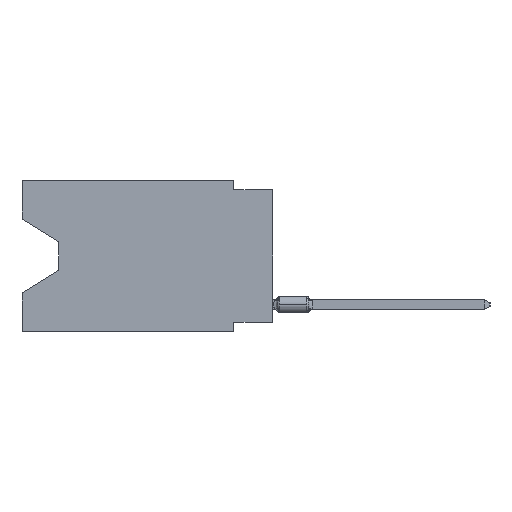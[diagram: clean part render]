
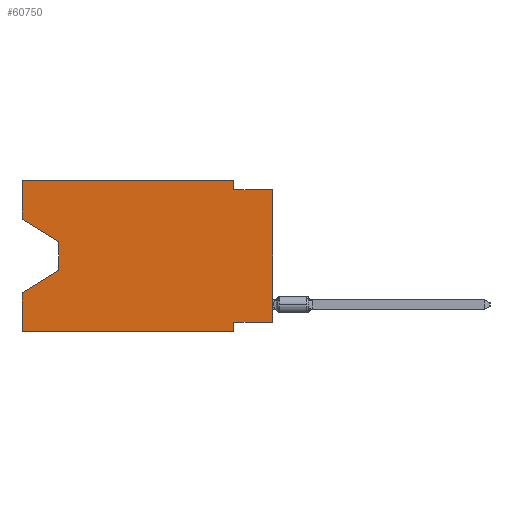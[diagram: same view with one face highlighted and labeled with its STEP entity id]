
A CAD part, left-side view. The second image highlights one B-rep face of the part: STEP entity #60750.
In plain terms, the highlighted planar face has unit normal (-1, 0, 0).
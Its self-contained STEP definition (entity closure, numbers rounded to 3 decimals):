
#71 = DIRECTION ( 'NONE',  ( 0., 0., 1. ) ) ;
#1261 = CARTESIAN_POINT ( 'NONE',  ( 0., 16.383, 0. ) ) ;
#1519 = DIRECTION ( 'NONE',  ( 0., 0.855, -0.519 ) ) ;
#2247 = VERTEX_POINT ( 'NONE', #65045 ) ;
#3167 = ORIENTED_EDGE ( 'NONE', *, *, #35987, .F. ) ;
#3278 = LINE ( 'NONE', #71572, #44612 ) ;
#3768 = VECTOR ( 'NONE', #56234, 1000. ) ;
#4314 = VERTEX_POINT ( 'NONE', #44617 ) ;
#5628 = LINE ( 'NONE', #78791, #7321 ) ;
#5976 = DIRECTION ( 'NONE',  ( 0., 0., -1. ) ) ;
#6933 = CARTESIAN_POINT ( 'NONE',  ( 0., 16.383, -2.546 ) ) ;
#7321 = VECTOR ( 'NONE', #18147, 1000. ) ;
#7902 = ORIENTED_EDGE ( 'NONE', *, *, #18279, .F. ) ;
#9374 = ORIENTED_EDGE ( 'NONE', *, *, #77149, .F. ) ;
#11338 = LINE ( 'NONE', #35981, #52138 ) ;
#11911 = EDGE_CURVE ( 'NONE', #4314, #30431, #37335, .T. ) ;
#12415 = CARTESIAN_POINT ( 'NONE',  ( 0., 16.383, 0. ) ) ;
#13491 = VERTEX_POINT ( 'NONE', #27532 ) ;
#13895 = CARTESIAN_POINT ( 'NONE',  ( 0., 16.383, -9.906 ) ) ;
#15728 = CARTESIAN_POINT ( 'NONE',  ( 0., 0., -0.635 ) ) ;
#17786 = ORIENTED_EDGE ( 'NONE', *, *, #64101, .T. ) ;
#18147 = DIRECTION ( 'NONE',  ( 0., 0., 1. ) ) ;
#18279 = EDGE_CURVE ( 'NONE', #13491, #46989, #3278, .T. ) ;
#19691 = FACE_OUTER_BOUND ( 'NONE', #37910, .T. ) ;
#22571 = LINE ( 'NONE', #71896, #43563 ) ;
#23218 = VECTOR ( 'NONE', #1519, 1000. ) ;
#23835 = EDGE_CURVE ( 'NONE', #38716, #62172, #11338, .T. ) ;
#26160 = CARTESIAN_POINT ( 'NONE',  ( 0., 2.54, -9.906 ) ) ;
#26582 = AXIS2_PLACEMENT_3D ( 'NONE', #56083, #32223, #62132 ) ;
#27432 = DIRECTION ( 'NONE',  ( 0., -1., 0. ) ) ;
#27532 = CARTESIAN_POINT ( 'NONE',  ( 0., 0., -9.271 ) ) ;
#29178 = VECTOR ( 'NONE', #27432, 1000. ) ;
#29455 = LINE ( 'NONE', #54114, #23218 ) ;
#30037 = ORIENTED_EDGE ( 'NONE', *, *, #68194, .F. ) ;
#30431 = VERTEX_POINT ( 'NONE', #12415 ) ;
#31952 = EDGE_CURVE ( 'NONE', #4314, #2247, #62284, .T. ) ;
#32113 = VECTOR ( 'NONE', #71, 1000. ) ;
#32223 = DIRECTION ( 'NONE',  ( 1., 0., 0. ) ) ;
#32718 = EDGE_CURVE ( 'NONE', #41460, #62048, #63601, .T. ) ;
#33516 = LINE ( 'NONE', #15728, #29178 ) ;
#34292 = CARTESIAN_POINT ( 'NONE',  ( 0., 16.383, -7.36 ) ) ;
#34780 = DIRECTION ( 'NONE',  ( 0., 0., -1. ) ) ;
#35576 = LINE ( 'NONE', #65498, #50201 ) ;
#35981 = CARTESIAN_POINT ( 'NONE',  ( 0., 2.54, 0. ) ) ;
#35987 = EDGE_CURVE ( 'NONE', #46989, #62048, #35576, .T. ) ;
#36969 = ORIENTED_EDGE ( 'NONE', *, *, #52027, .T. ) ;
#37335 = LINE ( 'NONE', #73337, #45295 ) ;
#37463 = VERTEX_POINT ( 'NONE', #38460 ) ;
#37497 = PLANE ( 'NONE',  #26582 ) ;
#37910 = EDGE_LOOP ( 'NONE', ( #55255, #17786, #36969, #9374, #50871, #3167, #7902, #38910, #62180, #53346, #30037, #72621 ) ) ;
#38460 = CARTESIAN_POINT ( 'NONE',  ( 0., 0., -0.635 ) ) ;
#38716 = VERTEX_POINT ( 'NONE', #76062 ) ;
#38910 = ORIENTED_EDGE ( 'NONE', *, *, #74658, .T. ) ;
#41460 = VERTEX_POINT ( 'NONE', #71390 ) ;
#41778 = LINE ( 'NONE', #66440, #71304 ) ;
#42178 = CARTESIAN_POINT ( 'NONE',  ( 0., 2.54, -9.271 ) ) ;
#42215 = DIRECTION ( 'NONE',  ( 0., 0., 1. ) ) ;
#43563 = VECTOR ( 'NONE', #5976, 1000. ) ;
#44612 = VECTOR ( 'NONE', #47316, 1000. ) ;
#44617 = CARTESIAN_POINT ( 'NONE',  ( 0., 16.383, -2.546 ) ) ;
#45295 = VECTOR ( 'NONE', #42215, 1000. ) ;
#46989 = VERTEX_POINT ( 'NONE', #42178 ) ;
#47316 = DIRECTION ( 'NONE',  ( 0., 1., 0. ) ) ;
#50201 = VECTOR ( 'NONE', #34780, 1000. ) ;
#50268 = DIRECTION ( 'NONE',  ( 0., -1., 0. ) ) ;
#50871 = ORIENTED_EDGE ( 'NONE', *, *, #32718, .T. ) ;
#51615 = CARTESIAN_POINT ( 'NONE',  ( 0., 2.54, -0.635 ) ) ;
#52027 = EDGE_CURVE ( 'NONE', #55453, #62624, #29455, .T. ) ;
#52138 = VECTOR ( 'NONE', #67877, 1000. ) ;
#53346 = ORIENTED_EDGE ( 'NONE', *, *, #23835, .F. ) ;
#54114 = CARTESIAN_POINT ( 'NONE',  ( 0., 13.97, -5.893 ) ) ;
#55255 = ORIENTED_EDGE ( 'NONE', *, *, #31952, .T. ) ;
#55453 = VERTEX_POINT ( 'NONE', #74889 ) ;
#56083 = CARTESIAN_POINT ( 'NONE',  ( 0., 16.383, 0. ) ) ;
#56227 = LINE ( 'NONE', #1261, #32113 ) ;
#56234 = DIRECTION ( 'NONE',  ( 0., -0.855, -0.519 ) ) ;
#59247 = EDGE_CURVE ( 'NONE', #62172, #37463, #33516, .T. ) ;
#60366 = DIRECTION ( 'NONE',  ( 0., -1., 0. ) ) ;
#60620 = VECTOR ( 'NONE', #50268, 1000. ) ;
#60750 = ADVANCED_FACE ( 'NONE', ( #19691 ), #37497, .F. ) ;
#62048 = VERTEX_POINT ( 'NONE', #26160 ) ;
#62132 = DIRECTION ( 'NONE',  ( 0., 0., -1. ) ) ;
#62172 = VERTEX_POINT ( 'NONE', #51615 ) ;
#62180 = ORIENTED_EDGE ( 'NONE', *, *, #59247, .F. ) ;
#62284 = LINE ( 'NONE', #6933, #3768 ) ;
#62624 = VERTEX_POINT ( 'NONE', #34292 ) ;
#63601 = LINE ( 'NONE', #13895, #60620 ) ;
#64101 = EDGE_CURVE ( 'NONE', #2247, #55453, #22571, .T. ) ;
#65045 = CARTESIAN_POINT ( 'NONE',  ( 0., 13.97, -4.013 ) ) ;
#65498 = CARTESIAN_POINT ( 'NONE',  ( 0., 2.54, -9.906 ) ) ;
#66440 = CARTESIAN_POINT ( 'NONE',  ( 0., 16.383, 0. ) ) ;
#67877 = DIRECTION ( 'NONE',  ( 0., 0., -1. ) ) ;
#68194 = EDGE_CURVE ( 'NONE', #30431, #38716, #41778, .T. ) ;
#71304 = VECTOR ( 'NONE', #60366, 1000. ) ;
#71390 = CARTESIAN_POINT ( 'NONE',  ( 0., 16.383, -9.906 ) ) ;
#71572 = CARTESIAN_POINT ( 'NONE',  ( 0., 0., -9.271 ) ) ;
#71896 = CARTESIAN_POINT ( 'NONE',  ( 0., 13.97, -4.013 ) ) ;
#72621 = ORIENTED_EDGE ( 'NONE', *, *, #11911, .F. ) ;
#73337 = CARTESIAN_POINT ( 'NONE',  ( 0., 16.383, 0. ) ) ;
#74658 = EDGE_CURVE ( 'NONE', #13491, #37463, #5628, .T. ) ;
#74889 = CARTESIAN_POINT ( 'NONE',  ( 0., 13.97, -5.893 ) ) ;
#76062 = CARTESIAN_POINT ( 'NONE',  ( 0., 2.54, 0. ) ) ;
#77149 = EDGE_CURVE ( 'NONE', #41460, #62624, #56227, .T. ) ;
#78791 = CARTESIAN_POINT ( 'NONE',  ( 0., 0., 0. ) ) ;
